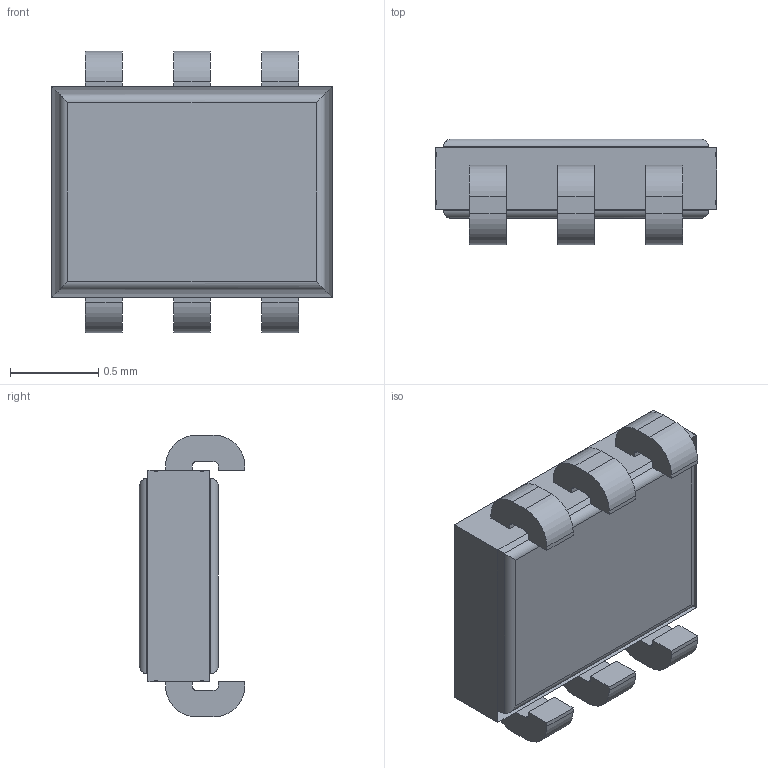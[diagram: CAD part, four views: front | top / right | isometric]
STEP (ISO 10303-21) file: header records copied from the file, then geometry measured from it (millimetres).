
FILE_DESCRIPTION (( 'STEP AP214' ), '1' );
FILE_NAME ( 'SOL6P50_160X160X60L21.STEP', '2021-06-12T15:29:10', ( '' ), ( '' ), '', '©2017 PCB Libraries, Inc.', '' );
FILE_SCHEMA (( 'AUTOMOTIVE_DESIGN' ));
Length unit declared in the file: millimetre
Products named in the file (1): SOL6P50_160X160X60L21
Bounding box: 1.6 x 0.6 x 1.6 mm (x, y, z)
Volume: 0.8 mm3; surface area: 11.9 mm2
Topology: 7 solids, 7 shells, 109 faces, 266 edges, 172 vertices
Faces by surface type: plane 75, cylinder 32, torus 2
Entity records: 3587 total; most frequent: CARTESIAN_POINT 572, DIRECTION 532, ORIENTED_EDGE 532, EDGE_CURVE 266, VECTOR 204, LINE 204, VERTEX_POINT 172, AXIS2_PLACEMENT_3D 164
